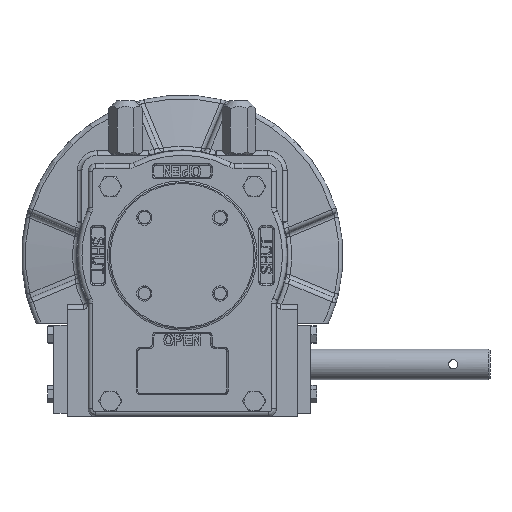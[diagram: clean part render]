
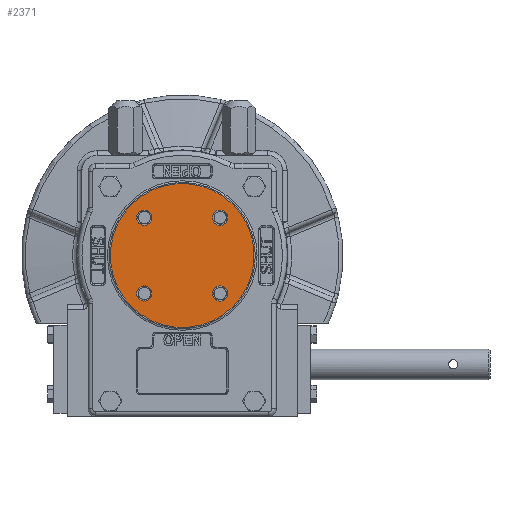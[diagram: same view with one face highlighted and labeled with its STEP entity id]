
A CAD part, top view. The second image highlights one B-rep face of the part: STEP entity #2371.
In plain terms, the highlighted planar face has unit normal (0, 0, 1).
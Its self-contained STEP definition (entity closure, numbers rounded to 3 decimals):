
#2371 = ADVANCED_FACE( '', ( #5572, #5573, #5574, #5575, #5576 ), #5577, .F. );
#5572 = FACE_BOUND( '', #12297, .T. );
#5573 = FACE_BOUND( '', #12298, .T. );
#5574 = FACE_BOUND( '', #12299, .T. );
#5575 = FACE_BOUND( '', #12300, .T. );
#5576 = FACE_OUTER_BOUND( '', #12301, .T. );
#5577 = PLANE( '', #12302 );
#12297 = EDGE_LOOP( '', ( #22453 ) );
#12298 = EDGE_LOOP( '', ( #22454 ) );
#12299 = EDGE_LOOP( '', ( #22455 ) );
#12300 = EDGE_LOOP( '', ( #22456 ) );
#12301 = EDGE_LOOP( '', ( #22457 ) );
#12302 = AXIS2_PLACEMENT_3D( '', #22458, #22459, #22460 );
#22453 = ORIENTED_EDGE( '', *, *, #31605, .T. );
#22454 = ORIENTED_EDGE( '', *, *, #30342, .T. );
#22455 = ORIENTED_EDGE( '', *, *, #31606, .T. );
#22456 = ORIENTED_EDGE( '', *, *, #31607, .T. );
#22457 = ORIENTED_EDGE( '', *, *, #29933, .F. );
#22458 = CARTESIAN_POINT( '', ( 0., 0., 83.4 ) );
#22459 = DIRECTION( '', ( 0., 0., -1. ) );
#22460 = DIRECTION( '', ( 0.707, -0.707, 0. ) );
#29933 = EDGE_CURVE( '', #34904, #34904, #34905, .T. );
#30342 = EDGE_CURVE( '', #35563, #35563, #35564, .T. );
#31605 = EDGE_CURVE( '', #37484, #37484, #37485, .T. );
#31606 = EDGE_CURVE( '', #37486, #37486, #37487, .T. );
#31607 = EDGE_CURVE( '', #37488, #37488, #37489, .T. );
#34904 = VERTEX_POINT( '', #43516 );
#34905 = CIRCLE( '', #43517, 47. );
#35563 = VERTEX_POINT( '', #44947 );
#35564 = CIRCLE( '', #44948, 5. );
#37484 = VERTEX_POINT( '', #50320 );
#37485 = CIRCLE( '', #50321, 5. );
#37486 = VERTEX_POINT( '', #50322 );
#37487 = CIRCLE( '', #50323, 5. );
#37488 = VERTEX_POINT( '', #50324 );
#37489 = CIRCLE( '', #50325, 5. );
#43516 = CARTESIAN_POINT( '', ( -33.234, 33.234, 83.4 ) );
#43517 = AXIS2_PLACEMENT_3D( '', #55872, #55873, #55874 );
#44947 = CARTESIAN_POINT( '', ( 28.284, -21.213, 83.4 ) );
#44948 = AXIS2_PLACEMENT_3D( '', #56317, #56318, #56319 );
#50320 = CARTESIAN_POINT( '', ( -28.284, 21.213, 83.4 ) );
#50321 = AXIS2_PLACEMENT_3D( '', #57620, #57621, #57622 );
#50322 = CARTESIAN_POINT( '', ( 21.213, 28.284, 83.4 ) );
#50323 = AXIS2_PLACEMENT_3D( '', #57623, #57624, #57625 );
#50324 = CARTESIAN_POINT( '', ( -21.213, -28.284, 83.4 ) );
#50325 = AXIS2_PLACEMENT_3D( '', #57626, #57627, #57628 );
#55872 = CARTESIAN_POINT( '', ( 0., 0., 83.4 ) );
#55873 = DIRECTION( '', ( 0., 0., -1. ) );
#55874 = DIRECTION( '', ( -0.707, 0.707, 0. ) );
#56317 = CARTESIAN_POINT( '', ( 24.749, -24.749, 83.4 ) );
#56318 = DIRECTION( '', ( 0., 0., -1. ) );
#56319 = DIRECTION( '', ( 0.707, 0.707, 0. ) );
#57620 = CARTESIAN_POINT( '', ( -24.749, 24.749, 83.4 ) );
#57621 = DIRECTION( '', ( 0., 0., -1. ) );
#57622 = DIRECTION( '', ( -0.707, -0.707, 0. ) );
#57623 = CARTESIAN_POINT( '', ( 24.749, 24.749, 83.4 ) );
#57624 = DIRECTION( '', ( 0., 0., -1. ) );
#57625 = DIRECTION( '', ( -0.707, 0.707, 0. ) );
#57626 = CARTESIAN_POINT( '', ( -24.749, -24.749, 83.4 ) );
#57627 = DIRECTION( '', ( 0., 0., -1. ) );
#57628 = DIRECTION( '', ( 0.707, -0.707, 0. ) );
